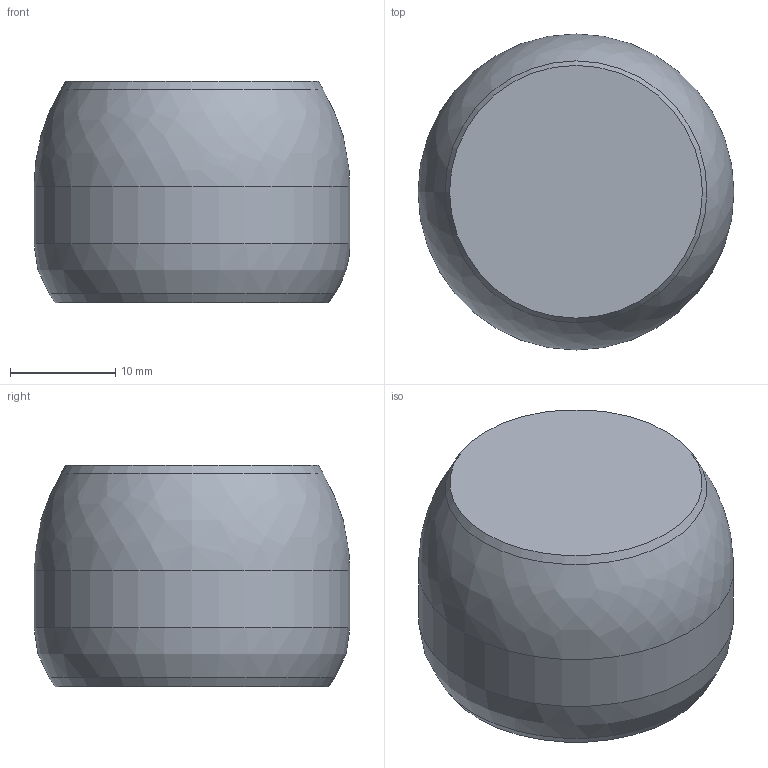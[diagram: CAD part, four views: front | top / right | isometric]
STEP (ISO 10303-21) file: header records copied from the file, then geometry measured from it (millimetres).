
FILE_DESCRIPTION(/* description */ (''),/* implementation_level */ '2;1');
FILE_NAME(/* name */ 'EncoderKnob.step',/* time_stamp */ '2024-11-10T17:22:39+01:00',/* author */ (''),/* organization */ (''),/* preprocessor_version */ 'ST-DEVELOPER v20',/* originating_system */ 'Autodesk Translation Framework v13.20.0.188',/* authorisation */ '');
FILE_SCHEMA (('AUTOMOTIVE_DESIGN { 1 0 10303 214 3 1 1 }'));
Length unit declared in the file: millimetre
Products named in the file (1): EncoderKnob
Bounding box: 30 x 30 x 21 mm (x, y, z)
Surface area: 3506.2 mm2 (no closed solid volume)
Topology: 0 solids, 1 shells, 14 faces, 26 edges, 16 vertices
Faces by surface type: plane 4, bspline 3, cylinder 3, cone 3, torus 1
Full cylindrical faces by diameter (mm): 5.8 x1, 16.5 x1, 30 x1
Entity records: 455 total; most frequent: CARTESIAN_POINT 135, DIRECTION 70, ORIENTED_EDGE 52, AXIS2_PLACEMENT_3D 32, EDGE_CURVE 26, CIRCLE 20, EDGE_LOOP 16, VERTEX_POINT 16
